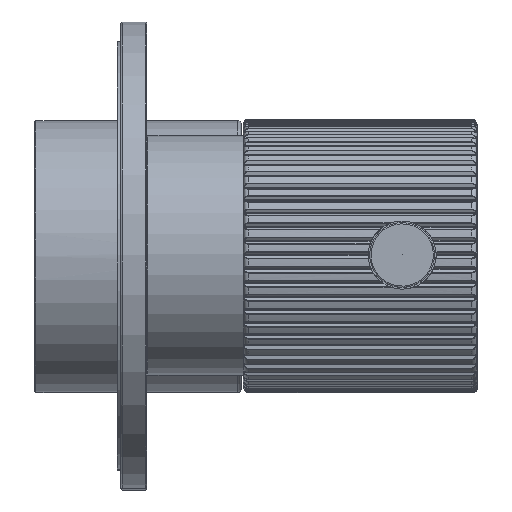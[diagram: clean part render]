
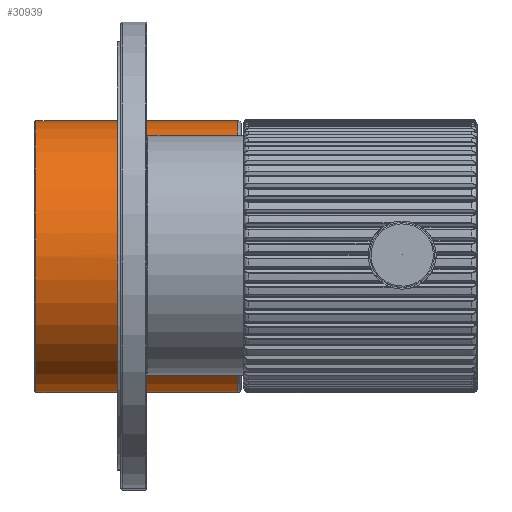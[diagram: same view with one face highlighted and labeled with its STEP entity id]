
A CAD part, top view. The second image highlights one B-rep face of the part: STEP entity #30939.
In plain terms, the highlighted cylindrical face has radius 21 mm (diameter 42 mm), a full revolution.
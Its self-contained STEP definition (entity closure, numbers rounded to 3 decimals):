
#1151=LINE('',#45583,#2493);
#1152=LINE('',#45593,#2494);
#2493=VECTOR('',#37814,1000.);
#2494=VECTOR('',#37815,1000.);
#3835=B_SPLINE_CURVE_WITH_KNOTS('',3,(#45574,#45575,#45576,#45577,#45578,
#45579,#45580),.UNSPECIFIED.,.F.,.F.,(4,1,1,1,4),(0.,
0.001,0.001,0.002,0.003),
 .UNSPECIFIED.);
#3836=B_SPLINE_CURVE_WITH_KNOTS('',3,(#45585,#45586,#45587,#45588,#45589,
#45590,#45591),.UNSPECIFIED.,.F.,.F.,(4,1,1,1,4),(0.,0.001,
0.001,0.002,0.003),
 .UNSPECIFIED.);
#5574=CYLINDRICAL_SURFACE('',#34593,21.);
#6807=ORIENTED_EDGE('',*,*,#16458,.T.);
#6808=ORIENTED_EDGE('',*,*,#16459,.T.);
#6809=ORIENTED_EDGE('',*,*,#16460,.T.);
#6810=ORIENTED_EDGE('',*,*,#16461,.T.);
#6811=ORIENTED_EDGE('',*,*,#16462,.T.);
#6812=ORIENTED_EDGE('',*,*,#16455,.F.);
#16455=EDGE_CURVE('',#21281,#21281,#24239,.T.);
#16458=EDGE_CURVE('',#21284,#21284,#24242,.T.);
#16459=EDGE_CURVE('',#21285,#21286,#3835,.T.);
#16460=EDGE_CURVE('',#21286,#21287,#1151,.T.);
#16461=EDGE_CURVE('',#21287,#21288,#3836,.T.);
#16462=EDGE_CURVE('',#21288,#21285,#1152,.F.);
#21281=VERTEX_POINT('',#45565);
#21284=VERTEX_POINT('',#45573);
#21285=VERTEX_POINT('',#45581);
#21286=VERTEX_POINT('',#45582);
#21287=VERTEX_POINT('',#45584);
#21288=VERTEX_POINT('',#45592);
#24239=CIRCLE('',#34589,21.);
#24242=CIRCLE('',#34594,21.);
#25926=EDGE_LOOP('',(#6807));
#25927=EDGE_LOOP('',(#6808,#6809,#6810,#6811));
#25928=EDGE_LOOP('',(#6812));
#28417=FACE_BOUND('',#25926,.T.);
#28418=FACE_BOUND('',#25927,.T.);
#28419=FACE_BOUND('',#25928,.T.);
#30939=ADVANCED_FACE('',(#28417,#28418,#28419),#5574,.T.);
#34589=AXIS2_PLACEMENT_3D('',#45564,#37802,#37803);
#34593=AXIS2_PLACEMENT_3D('',#45571,#37810,#37811);
#34594=AXIS2_PLACEMENT_3D('',#45572,#37812,#37813);
#37802=DIRECTION('',(0.,1.,0.));
#37803=DIRECTION('',(0.,0.,1.));
#37810=DIRECTION('',(0.,-1.,0.));
#37811=DIRECTION('',(0.,0.,-1.));
#37812=DIRECTION('',(0.,1.,0.));
#37813=DIRECTION('',(0.,0.,1.));
#37814=DIRECTION('',(0.,-1.,0.));
#37815=DIRECTION('',(0.,-1.,0.));
#45564=CARTESIAN_POINT('',(0.,31.35,0.));
#45565=CARTESIAN_POINT('',(0.,31.35,21.));
#45571=CARTESIAN_POINT('',(0.,15.675,0.));
#45572=CARTESIAN_POINT('',(0.,0.2,0.));
#45573=CARTESIAN_POINT('',(0.,0.2,21.));
#45574=CARTESIAN_POINT('',(20.983,29.788,0.84));
#45575=CARTESIAN_POINT('',(20.983,30.011,0.84));
#45576=CARTESIAN_POINT('',(20.992,30.45,0.66));
#45577=CARTESIAN_POINT('',(21.004,30.731,0.001));
#45578=CARTESIAN_POINT('',(20.992,30.45,-0.661));
#45579=CARTESIAN_POINT('',(20.983,30.011,-0.84));
#45580=CARTESIAN_POINT('',(20.983,29.788,-0.84));
#45581=CARTESIAN_POINT('',(20.983,29.788,0.84));
#45582=CARTESIAN_POINT('',(20.983,29.788,-0.84));
#45583=CARTESIAN_POINT('',(20.983,15.675,-0.84));
#45584=CARTESIAN_POINT('',(20.983,24.312,-0.84));
#45585=CARTESIAN_POINT('',(20.983,24.312,-0.84));
#45586=CARTESIAN_POINT('',(20.983,24.089,-0.84));
#45587=CARTESIAN_POINT('',(20.992,23.65,-0.66));
#45588=CARTESIAN_POINT('',(21.004,23.369,-0.001));
#45589=CARTESIAN_POINT('',(20.992,23.65,0.661));
#45590=CARTESIAN_POINT('',(20.983,24.089,0.84));
#45591=CARTESIAN_POINT('',(20.983,24.312,0.84));
#45592=CARTESIAN_POINT('',(20.983,24.312,0.84));
#45593=CARTESIAN_POINT('',(20.983,15.675,0.84));
